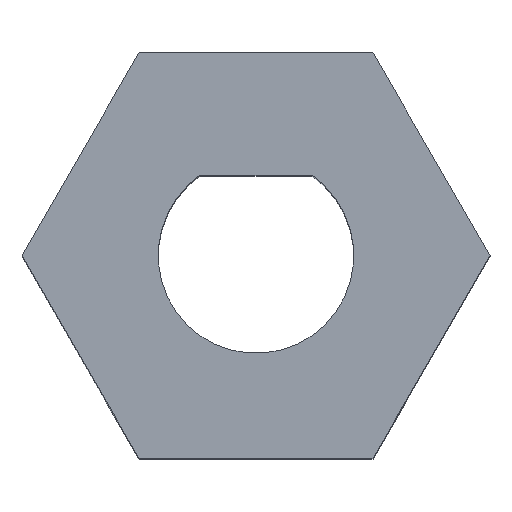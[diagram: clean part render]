
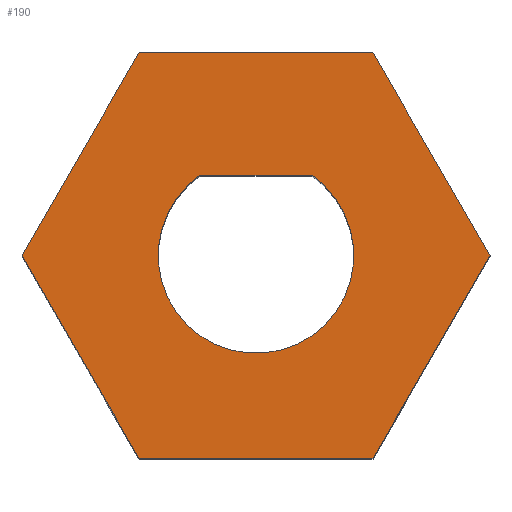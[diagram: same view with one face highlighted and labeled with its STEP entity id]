
A CAD part, top view. The second image highlights one B-rep face of the part: STEP entity #190.
In plain terms, the highlighted planar face has unit normal (0, 0, 1).
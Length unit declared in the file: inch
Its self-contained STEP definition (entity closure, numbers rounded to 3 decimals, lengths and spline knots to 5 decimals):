
#1 = CARTESIAN_POINT ( 'NONE',  ( -0.06879, 0.09843, 0.75 ) ) ;
#2 = CARTESIAN_POINT ( 'NONE',  ( -0.28723, 0., 0.75 ) ) ;
#7 = VECTOR ( 'NONE', #290, 39.37008 ) ;
#8 = CIRCLE ( 'NONE', #57, 0.12008 ) ;
#17 = CARTESIAN_POINT ( 'NONE',  ( 0.14362, -0.24875, 0.75 ) ) ;
#24 = DIRECTION ( 'NONE',  ( 1., 0., 0. ) ) ;
#26 = EDGE_CURVE ( 'NONE', #325, #326, #8, .T. ) ;
#28 = DIRECTION ( 'NONE',  ( 0.5, 0.866, 0. ) ) ;
#33 = DIRECTION ( 'NONE',  ( 0.5, -0.866, 0. ) ) ;
#42 = LINE ( 'NONE', #44, #286 ) ;
#43 = FACE_BOUND ( 'NONE', #84, .T. ) ;
#44 = CARTESIAN_POINT ( 'NONE',  ( -0.28723, 0., 0.75 ) ) ;
#45 = CARTESIAN_POINT ( 'NONE',  ( 0., 0., 0.75 ) ) ;
#46 = CARTESIAN_POINT ( 'NONE',  ( 0.14362, -0.24875, 0.75 ) ) ;
#48 = VECTOR ( 'NONE', #28, 39.37008 ) ;
#49 = ORIENTED_EDGE ( 'NONE', *, *, #118, .T. ) ;
#52 = PLANE ( 'NONE',  #332 ) ;
#54 = CARTESIAN_POINT ( 'NONE',  ( 0.06879, 0.09843, 0.75 ) ) ;
#57 = AXIS2_PLACEMENT_3D ( 'NONE', #202, #172, #198 ) ;
#62 = DIRECTION ( 'NONE',  ( 0., 0., 1. ) ) ;
#70 = CARTESIAN_POINT ( 'NONE',  ( -0.14362, 0.24875, 0.75 ) ) ;
#79 = FACE_OUTER_BOUND ( 'NONE', #235, .T. ) ;
#82 = ORIENTED_EDGE ( 'NONE', *, *, #181, .T. ) ;
#83 = LINE ( 'NONE', #136, #305 ) ;
#84 = EDGE_LOOP ( 'NONE', ( #164, #150 ) ) ;
#88 = VERTEX_POINT ( 'NONE', #260 ) ;
#109 = ORIENTED_EDGE ( 'NONE', *, *, #262, .T. ) ;
#112 = CARTESIAN_POINT ( 'NONE',  ( -0.14362, -0.24875, 0.75 ) ) ;
#118 = EDGE_CURVE ( 'NONE', #278, #322, #259, .T. ) ;
#121 = EDGE_CURVE ( 'NONE', #322, #334, #42, .T. ) ;
#132 = CARTESIAN_POINT ( 'NONE',  ( -0.06879, 0.09843, 0.75 ) ) ;
#136 = CARTESIAN_POINT ( 'NONE',  ( 0.28723, 0., 0.75 ) ) ;
#138 = LINE ( 'NONE', #132, #184 ) ;
#140 = ORIENTED_EDGE ( 'NONE', *, *, #121, .T. ) ;
#144 = LINE ( 'NONE', #46, #48 ) ;
#150 = ORIENTED_EDGE ( 'NONE', *, *, #199, .F. ) ;
#164 = ORIENTED_EDGE ( 'NONE', *, *, #26, .F. ) ;
#167 = ORIENTED_EDGE ( 'NONE', *, *, #300, .T. ) ;
#168 = ORIENTED_EDGE ( 'NONE', *, *, #330, .T. ) ;
#172 = DIRECTION ( 'NONE',  ( 0., 0., 1. ) ) ;
#179 = DIRECTION ( 'NONE',  ( 1., 0., 0. ) ) ;
#181 = EDGE_CURVE ( 'NONE', #209, #214, #144, .T. ) ;
#182 = VECTOR ( 'NONE', #179, 39.37008 ) ;
#184 = VECTOR ( 'NONE', #263, 39.37008 ) ;
#190 = ADVANCED_FACE ( 'NONE', ( #43, #79 ), #52, .T. ) ;
#198 = DIRECTION ( 'NONE',  ( 1., 0., 0. ) ) ;
#199 = EDGE_CURVE ( 'NONE', #326, #325, #138, .T. ) ;
#202 = CARTESIAN_POINT ( 'NONE',  ( 0., 0., 0.75 ) ) ;
#203 = LINE ( 'NONE', #206, #303 ) ;
#206 = CARTESIAN_POINT ( 'NONE',  ( 0.14362, 0.24875, 0.75 ) ) ;
#209 = VERTEX_POINT ( 'NONE', #17 ) ;
#214 = VERTEX_POINT ( 'NONE', #237 ) ;
#220 = LINE ( 'NONE', #112, #182 ) ;
#221 = DIRECTION ( 'NONE',  ( -0.5, 0.866, 0. ) ) ;
#235 = EDGE_LOOP ( 'NONE', ( #82, #167, #168, #49, #140, #109 ) ) ;
#237 = CARTESIAN_POINT ( 'NONE',  ( 0.28723, 0., 0.75 ) ) ;
#242 = DIRECTION ( 'NONE',  ( -1., 0., 0. ) ) ;
#259 = LINE ( 'NONE', #292, #7 ) ;
#260 = CARTESIAN_POINT ( 'NONE',  ( 0.14362, 0.24875, 0.75 ) ) ;
#262 = EDGE_CURVE ( 'NONE', #334, #209, #220, .T. ) ;
#263 = DIRECTION ( 'NONE',  ( -1., 0., 0. ) ) ;
#264 = CARTESIAN_POINT ( 'NONE',  ( -0.14362, -0.24875, 0.75 ) ) ;
#278 = VERTEX_POINT ( 'NONE', #70 ) ;
#286 = VECTOR ( 'NONE', #33, 39.37008 ) ;
#290 = DIRECTION ( 'NONE',  ( -0.5, -0.866, 0. ) ) ;
#292 = CARTESIAN_POINT ( 'NONE',  ( -0.14362, 0.24875, 0.75 ) ) ;
#300 = EDGE_CURVE ( 'NONE', #214, #88, #83, .T. ) ;
#303 = VECTOR ( 'NONE', #242, 39.37008 ) ;
#305 = VECTOR ( 'NONE', #221, 39.37008 ) ;
#322 = VERTEX_POINT ( 'NONE', #2 ) ;
#325 = VERTEX_POINT ( 'NONE', #1 ) ;
#326 = VERTEX_POINT ( 'NONE', #54 ) ;
#330 = EDGE_CURVE ( 'NONE', #88, #278, #203, .T. ) ;
#332 = AXIS2_PLACEMENT_3D ( 'NONE', #45, #62, #24 ) ;
#334 = VERTEX_POINT ( 'NONE', #264 ) ;
